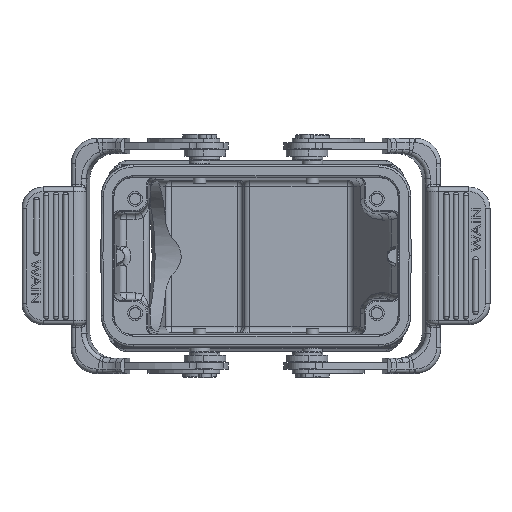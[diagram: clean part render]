
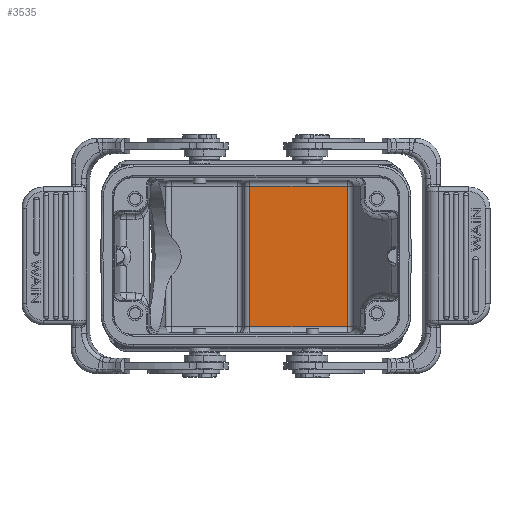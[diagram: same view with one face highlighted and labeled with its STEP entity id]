
A CAD part, top view. The second image highlights one B-rep face of the part: STEP entity #3535.
In plain terms, the highlighted planar face has unit normal (0, 0, 1).
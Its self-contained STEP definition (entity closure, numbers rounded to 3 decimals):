
#1217=PLANE('',#33308);
#3535=ADVANCED_FACE('',(#5840),#1217,.F.);
#5840=FACE_OUTER_BOUND('',#7669,.T.);
#7669=EDGE_LOOP('',(#13514,#13515,#13516,#13517));
#13514=ORIENTED_EDGE('',*,*,#24652,.T.);
#13515=ORIENTED_EDGE('',*,*,#24653,.T.);
#13516=ORIENTED_EDGE('',*,*,#24645,.T.);
#13517=ORIENTED_EDGE('',*,*,#24650,.T.);
#20891=VERTEX_POINT('',#48958);
#21000=VERTEX_POINT('',#50141);
#21003=VERTEX_POINT('',#50159);
#21004=VERTEX_POINT('',#50164);
#24645=EDGE_CURVE('',#20891,#21000,#28482,.T.);
#24650=EDGE_CURVE('',#21000,#21003,#28483,.T.);
#24652=EDGE_CURVE('',#21003,#21004,#28485,.T.);
#24653=EDGE_CURVE('',#21004,#20891,#28486,.T.);
#28482=LINE('',#50140,#30794);
#28483=LINE('',#50160,#30795);
#28485=LINE('',#50163,#30797);
#28486=LINE('',#50165,#30798);
#30794=VECTOR('',#38118,1.);
#30795=VECTOR('',#38127,1.);
#30797=VECTOR('',#38131,1.);
#30798=VECTOR('',#38132,1.);
#33308=AXIS2_PLACEMENT_3D('',#50166,#38133,#38134);
#38118=DIRECTION('',(0.,-1.,0.));
#38127=DIRECTION('',(1.,0.,0.));
#38131=DIRECTION('',(0.,1.,0.));
#38132=DIRECTION('',(-1.,0.,0.));
#38133=DIRECTION('',(0.,0.,-1.));
#38134=DIRECTION('',(-1.,0.,0.));
#48958=CARTESIAN_POINT('',(-1.494,16.546,-65.));
#50140=CARTESIAN_POINT('',(-1.493,16.546,-65.));
#50141=CARTESIAN_POINT('',(-1.494,-16.546,-65.));
#50159=CARTESIAN_POINT('',(21.573,-16.546,-65.));
#50160=CARTESIAN_POINT('',(-1.493,-16.546,-65.));
#50163=CARTESIAN_POINT('',(21.573,-16.546,-65.));
#50164=CARTESIAN_POINT('',(21.573,16.546,-65.));
#50165=CARTESIAN_POINT('',(21.573,16.546,-65.));
#50166=CARTESIAN_POINT('',(22.724,-18.6,-65.));
